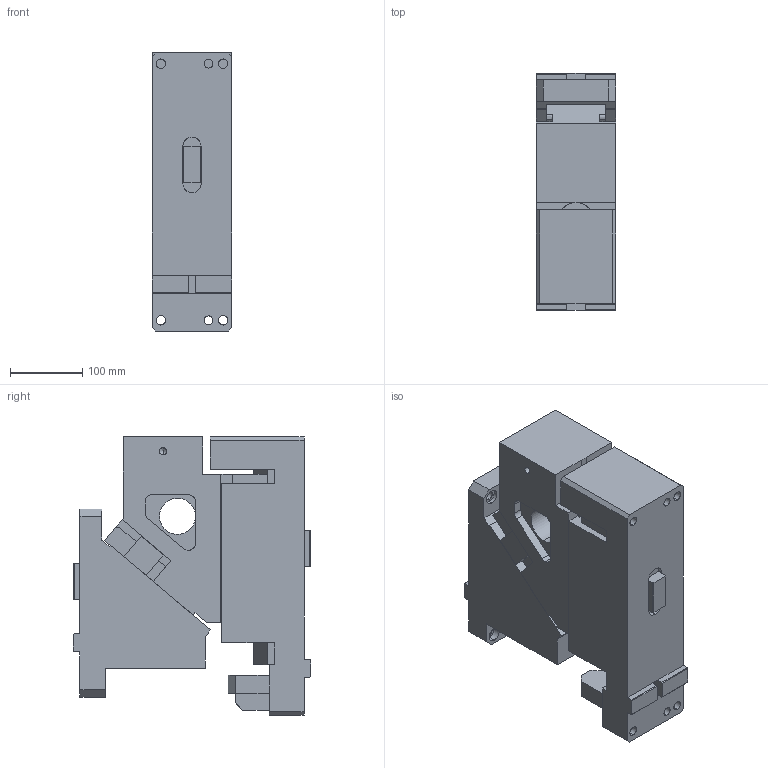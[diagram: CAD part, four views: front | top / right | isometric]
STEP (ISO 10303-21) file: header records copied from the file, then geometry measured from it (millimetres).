
FILE_DESCRIPTION(('CATIA V5 STEP Exchange'),'2;1');
FILE_NAME('CDCV_110_00_70.stp','2015-05-11T15:48:27+00:00',('none'),('none'),'CATIA Version 5 Release 19 SP 2 (IN-10)','CATIA V5 STEP AP203','none');
FILE_SCHEMA(('CONFIG_CONTROL_DESIGN'));
Length unit declared in the file: millimetre
Products named in the file (1): CDCV_110_00_70
Bounding box: 110 x 328 x 385 mm (x, y, z)
Volume: 9466708.5 mm3; surface area: 662206.1 mm2
Topology: 3 solids, 3 shells, 281 faces, 752 edges, 489 vertices
Faces by surface type: plane 196, cylinder 78, cone 6, extrusion 1
Entity records: 9613 total; most frequent: CARTESIAN_POINT 2848, ORIENTED_EDGE 1484, DIRECTION 1160, EDGE_CURVE 742, VECTOR 576, LINE 575, VERTEX_POINT 487, AXIS2_PLACEMENT_3D 340
